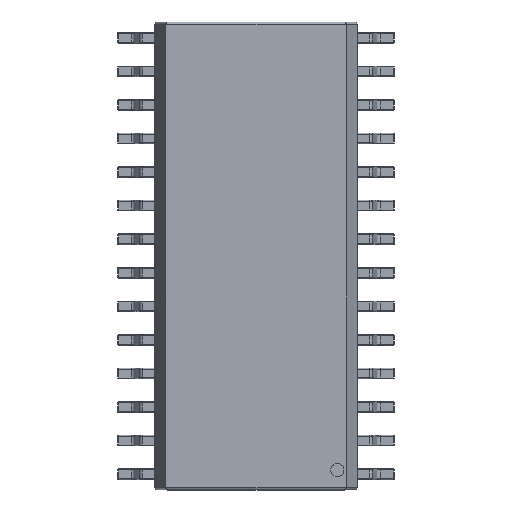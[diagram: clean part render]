
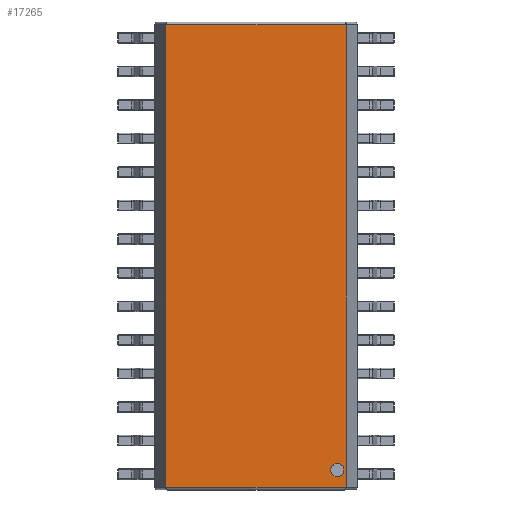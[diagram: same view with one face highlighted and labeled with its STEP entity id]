
A CAD part, top view. The second image highlights one B-rep face of the part: STEP entity #17265.
In plain terms, the highlighted planar face has unit normal (0, 0, 1).
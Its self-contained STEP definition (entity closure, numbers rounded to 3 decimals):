
#378=FACE_BOUND('',#1904,.T.);
#399=PLANE('',#18529);
#699=FACE_OUTER_BOUND('',#1903,.T.);
#1903=EDGE_LOOP('',(#11170,#11171,#11172,#11173));
#1904=EDGE_LOOP('',(#11174,#11175));
#3098=LINE('',#27507,#4371);
#3117=LINE('',#27555,#4390);
#3119=LINE('',#27559,#4392);
#3120=LINE('',#27560,#4393);
#4371=VECTOR('',#21097,10.);
#4390=VECTOR('',#21146,10.);
#4392=VECTOR('',#21150,10.);
#4393=VECTOR('',#21151,10.);
#5641=CIRCLE('',#18505,0.25);
#5642=CIRCLE('',#18506,0.25);
#6989=VERTEX_POINT('',#27485);
#6990=VERTEX_POINT('',#27486);
#6997=VERTEX_POINT('',#27505);
#6998=VERTEX_POINT('',#27506);
#7012=VERTEX_POINT('',#27554);
#7013=VERTEX_POINT('',#27558);
#8481=EDGE_CURVE('',#6989,#6990,#5641,.T.);
#8482=EDGE_CURVE('',#6990,#6989,#5642,.T.);
#8490=EDGE_CURVE('',#6997,#6998,#3098,.T.);
#8515=EDGE_CURVE('',#6998,#7012,#3117,.T.);
#8517=EDGE_CURVE('',#7013,#6997,#3119,.T.);
#8518=EDGE_CURVE('',#7012,#7013,#3120,.T.);
#11170=ORIENTED_EDGE('',*,*,#8490,.F.);
#11171=ORIENTED_EDGE('',*,*,#8517,.F.);
#11172=ORIENTED_EDGE('',*,*,#8518,.F.);
#11173=ORIENTED_EDGE('',*,*,#8515,.F.);
#11174=ORIENTED_EDGE('',*,*,#8481,.T.);
#11175=ORIENTED_EDGE('',*,*,#8482,.T.);
#17265=ADVANCED_FACE('',(#699,#378),#399,.T.);
#18505=AXIS2_PLACEMENT_3D('',#27487,#21076,#21077);
#18506=AXIS2_PLACEMENT_3D('',#27488,#21078,#21079);
#18529=AXIS2_PLACEMENT_3D('',#27557,#21148,#21149);
#21076=DIRECTION('center_axis',(0.,0.,-1.));
#21077=DIRECTION('ref_axis',(1.,0.,0.));
#21078=DIRECTION('center_axis',(0.,0.,-1.));
#21079=DIRECTION('ref_axis',(1.,0.,0.));
#21097=DIRECTION('',(1.,0.,0.));
#21146=DIRECTION('',(0.,-1.,0.));
#21148=DIRECTION('center_axis',(0.,0.,1.));
#21149=DIRECTION('ref_axis',(1.,0.,0.));
#21150=DIRECTION('',(0.,1.,0.));
#21151=DIRECTION('',(-1.,0.,0.));
#27485=CARTESIAN_POINT('',(3.325,-8.1,2.5));
#27486=CARTESIAN_POINT('',(2.825,-8.1,2.5));
#27487=CARTESIAN_POINT('Origin',(3.075,-8.1,2.5));
#27488=CARTESIAN_POINT('Origin',(3.075,-8.1,2.5));
#27505=CARTESIAN_POINT('',(-3.408,8.75,2.5));
#27506=CARTESIAN_POINT('',(3.408,8.75,2.5));
#27507=CARTESIAN_POINT('',(1.913,8.75,2.5));
#27554=CARTESIAN_POINT('',(3.408,-8.75,2.5));
#27555=CARTESIAN_POINT('',(3.408,-4.425,2.5));
#27557=CARTESIAN_POINT('Origin',(0.,0.,
2.5));
#27558=CARTESIAN_POINT('',(-3.408,-8.75,2.5));
#27559=CARTESIAN_POINT('',(-3.408,4.425,2.5));
#27560=CARTESIAN_POINT('',(-1.913,-8.75,2.5));
